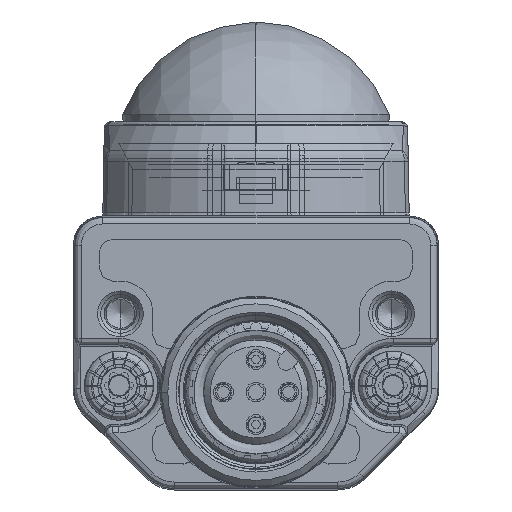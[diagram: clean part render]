
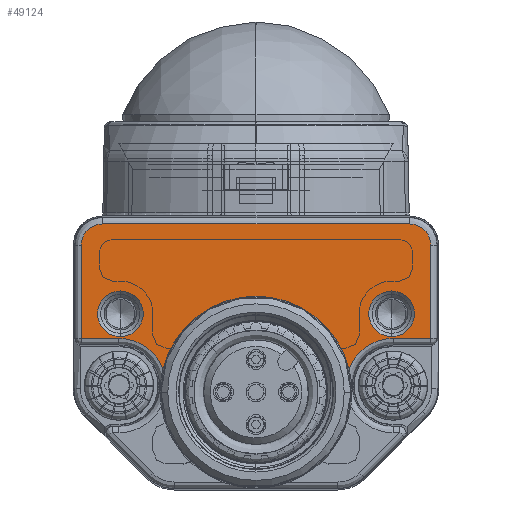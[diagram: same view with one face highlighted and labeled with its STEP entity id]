
A CAD part, left-side view. The second image highlights one B-rep face of the part: STEP entity #49124.
In plain terms, the highlighted face is planar.
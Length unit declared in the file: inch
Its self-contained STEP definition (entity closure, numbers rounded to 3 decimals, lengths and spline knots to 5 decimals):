
#44083=CARTESIAN_POINT('',(13.,13.5,10.3923));
#44084=DIRECTION('',(-1.,0.,0.));
#44085=DIRECTION('',(0.,1.,0.));
#44086=AXIS2_PLACEMENT_3D('',#44083,#44084,#44085);
#44088=CARTESIAN_POINT('',(13.,13.5,10.3923));
#44089=DIRECTION('',(-1.,0.,0.));
#44090=DIRECTION('',(0.,-1.,0.));
#44091=AXIS2_PLACEMENT_3D('',#44088,#44089,#44090);
#44093=CARTESIAN_POINT('',(13.,13.5,-10.3923));
#44094=DIRECTION('',(-1.,0.,0.));
#44095=DIRECTION('',(0.,-1.,0.));
#44096=AXIS2_PLACEMENT_3D('',#44093,#44094,#44095);
#44098=CARTESIAN_POINT('',(13.,13.5,-10.3923));
#44099=DIRECTION('',(-1.,0.,0.));
#44100=DIRECTION('',(0.,1.,0.));
#44101=AXIS2_PLACEMENT_3D('',#44098,#44099,#44100);
#44103=CARTESIAN_POINT('',(13.,8.,-10.5));
#44104=DIRECTION('',(-1.,0.,0.));
#44105=DIRECTION('',(0.,0.359,0.933));
#44106=AXIS2_PLACEMENT_3D('',#44103,#44104,#44105);
#44108=CARTESIAN_POINT('',(13.,7.5,0.));
#44109=DIRECTION('',(1.,0.,0.));
#44110=DIRECTION('',(0.,0.244,-0.97));
#44111=AXIS2_PLACEMENT_3D('',#44108,#44109,#44110);
#44113=CARTESIAN_POINT('',(13.,8.,10.5));
#44114=DIRECTION('',(-1.,0.,0.));
#44115=DIRECTION('',(0.,1.,0.));
#44116=AXIS2_PLACEMENT_3D('',#44113,#44114,#44115);
#44118=DIRECTION('',(0.,0.,-1.));
#44119=VECTOR('',#44118,2.8909);
#44120=CARTESIAN_POINT('',(13.,11.61353,13.3909));
#44121=LINE('',#44120,#44119);
#44122=DIRECTION('',(0.,-1.,0.));
#44123=VECTOR('',#44122,7.13647);
#44124=CARTESIAN_POINT('',(13.,18.75,13.3909));
#44125=LINE('',#44124,#44123);
#44126=CARTESIAN_POINT('',(13.,18.75,11.75));
#44127=DIRECTION('',(1.,0.,0.));
#44128=DIRECTION('',(0.,1.,0.));
#44129=AXIS2_PLACEMENT_3D('',#44126,#44127,#44128);
#44131=DIRECTION('',(0.,0.,1.));
#44132=VECTOR('',#44131,23.5);
#44133=CARTESIAN_POINT('',(13.,20.3909,-11.75));
#44134=LINE('',#44133,#44132);
#44135=CARTESIAN_POINT('',(13.,18.75,-11.75));
#44136=DIRECTION('',(1.,0.,0.));
#44137=DIRECTION('',(0.,0.,-1.));
#44138=AXIS2_PLACEMENT_3D('',#44135,#44136,#44137);
#44140=DIRECTION('',(0.,1.,0.));
#44141=VECTOR('',#44140,7.13647);
#44142=CARTESIAN_POINT('',(13.,11.61353,-13.3909));
#44143=LINE('',#44142,#44141);
#44144=DIRECTION('',(0.,0.,-1.));
#44145=VECTOR('',#44144,2.8909);
#44146=CARTESIAN_POINT('',(13.,11.61353,-10.5));
#44147=LINE('',#44146,#44145);
#44324=CARTESIAN_POINT('',(13.,9.29654,-7.1271));
#44392=CARTESIAN_POINT('',(13.,9.29654,7.12711));
#48402=VERTEX_POINT('',#44324);
#48403=VERTEX_POINT('',#44392);
#48468=CARTESIAN_POINT('',(13.,20.3909,11.75));
#48469=CARTESIAN_POINT('',(13.,18.75,13.3909));
#48470=VERTEX_POINT('',#48468);
#48471=VERTEX_POINT('',#48469);
#48476=CARTESIAN_POINT('',(13.,20.3909,-11.75));
#48477=VERTEX_POINT('',#48476);
#48480=CARTESIAN_POINT('',(13.,18.75,-13.3909));
#48481=VERTEX_POINT('',#48480);
#48508=CARTESIAN_POINT('',(13.,15.25,10.3923));
#48509=CARTESIAN_POINT('',(13.,11.75,10.3923));
#48510=VERTEX_POINT('',#48508);
#48511=VERTEX_POINT('',#48509);
#48512=CARTESIAN_POINT('',(13.,11.75,-10.3923));
#48513=CARTESIAN_POINT('',(13.,15.25,-10.3923));
#48514=VERTEX_POINT('',#48512);
#48515=VERTEX_POINT('',#48513);
#48516=CARTESIAN_POINT('',(13.,11.61353,-10.5));
#48517=VERTEX_POINT('',#48516);
#48518=CARTESIAN_POINT('',(13.,11.61353,-13.3909));
#48519=VERTEX_POINT('',#48518);
#48554=CARTESIAN_POINT('',(13.,11.61353,10.5));
#48555=VERTEX_POINT('',#48554);
#48556=CARTESIAN_POINT('',(13.,11.61353,13.3909));
#48557=VERTEX_POINT('',#48556);
#49085=CARTESIAN_POINT('',(13.,0.,0.));
#49086=DIRECTION('',(1.,0.,0.));
#49087=DIRECTION('',(0.,0.,-1.));
#49088=AXIS2_PLACEMENT_3D('',#49085,#49086,#49087);
#49089=PLANE('',#49088);
#49091=ORIENTED_EDGE('',*,*,#49090,.F.);
#49093=ORIENTED_EDGE('',*,*,#49092,.T.);
#49095=ORIENTED_EDGE('',*,*,#49094,.F.);
#49097=ORIENTED_EDGE('',*,*,#49096,.F.);
#49099=ORIENTED_EDGE('',*,*,#49098,.F.);
#49101=ORIENTED_EDGE('',*,*,#49100,.F.);
#49103=ORIENTED_EDGE('',*,*,#49102,.F.);
#49105=ORIENTED_EDGE('',*,*,#49104,.F.);
#49107=ORIENTED_EDGE('',*,*,#49106,.F.);
#49109=ORIENTED_EDGE('',*,*,#49108,.F.);
#49110=EDGE_LOOP('',(#49091,#49093,#49095,#49097,#49099,#49101,#49103,#49105,
#49107,#49109));
#49111=FACE_OUTER_BOUND('',#49110,.F.);
#49113=ORIENTED_EDGE('',*,*,#49112,.F.);
#49115=ORIENTED_EDGE('',*,*,#49114,.F.);
#49116=EDGE_LOOP('',(#49113,#49115));
#49117=FACE_BOUND('',#49116,.F.);
#49119=ORIENTED_EDGE('',*,*,#49118,.F.);
#49121=ORIENTED_EDGE('',*,*,#49120,.F.);
#49122=EDGE_LOOP('',(#49119,#49121));
#49123=FACE_BOUND('',#49122,.F.);
#49124=ADVANCED_FACE('',(#49111,#49117,#49123),#49089,.T.);
#44087=CIRCLE('',#44086,1.75);
#44092=CIRCLE('',#44091,1.75);
#44097=CIRCLE('',#44096,1.75);
#44102=CIRCLE('',#44101,1.75);
#44107=CIRCLE('',#44106,3.61353);
#44112=CIRCLE('',#44111,7.35);
#44117=CIRCLE('',#44116,3.61353);
#44130=CIRCLE('',#44129,1.6409);
#44139=CIRCLE('',#44138,1.6409);
#49090=EDGE_CURVE('',#48402,#48517,#44107,.T.);
#49092=EDGE_CURVE('',#48402,#48403,#44112,.T.);
#49094=EDGE_CURVE('',#48555,#48403,#44117,.T.);
#49096=EDGE_CURVE('',#48557,#48555,#44121,.T.);
#49098=EDGE_CURVE('',#48471,#48557,#44125,.T.);
#49100=EDGE_CURVE('',#48470,#48471,#44130,.T.);
#49102=EDGE_CURVE('',#48477,#48470,#44134,.T.);
#49104=EDGE_CURVE('',#48481,#48477,#44139,.T.);
#49106=EDGE_CURVE('',#48519,#48481,#44143,.T.);
#49108=EDGE_CURVE('',#48517,#48519,#44147,.T.);
#49112=EDGE_CURVE('',#48510,#48511,#44087,.T.);
#49114=EDGE_CURVE('',#48511,#48510,#44092,.T.);
#49118=EDGE_CURVE('',#48514,#48515,#44097,.T.);
#49120=EDGE_CURVE('',#48515,#48514,#44102,.T.);
